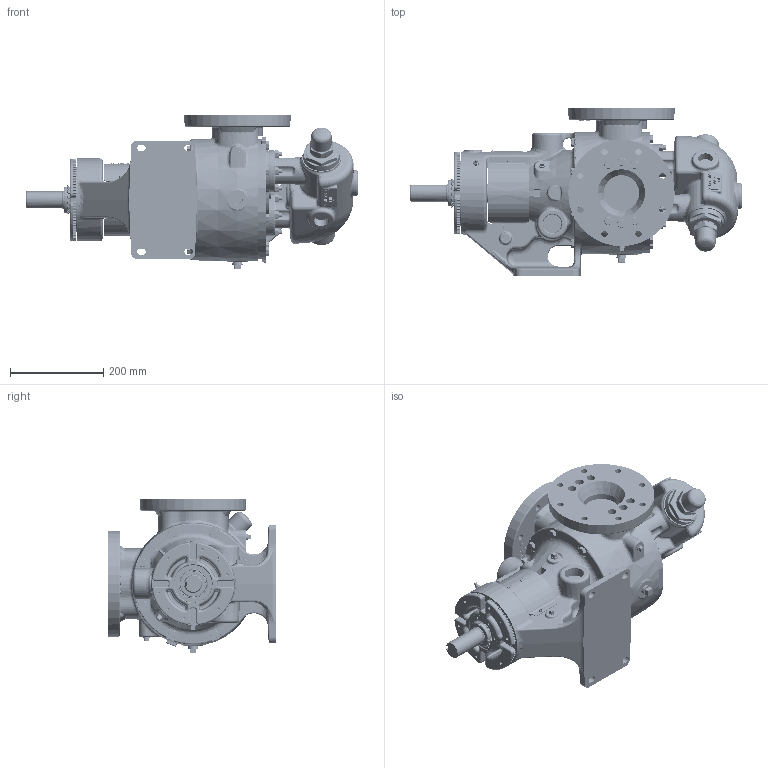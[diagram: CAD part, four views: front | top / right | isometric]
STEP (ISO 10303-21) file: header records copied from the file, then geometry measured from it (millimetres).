
FILE_DESCRIPTION (( 'STEP AP214' ), '1' );
FILE_NAME ('LV-4538.step', '2025-12-05T06:32:40', ( '' ), ( '' ), 'SwSTEP 2.0', 'SolidWorks 2024', '' );
FILE_SCHEMA (( 'AUTOMOTIVE_DESIGN' ));
Products named in the file (1): LV-4538
Bounding box: 712.71 x 360.36 x 331.53 mm (x, y, z)
Volume: 20511840 mm3; surface area: 1113877.7 mm2
Topology: 1 solids, 1 shells, 6164 faces, 15485 edges, 9554 vertices
Faces by surface type: bspline 1975, plane 1870, cylinder 1133, cone 850, torus 226, sphere 110
Entity records: 289715 total; most frequent: CARTESIAN_POINT 158919, ORIENTED_EDGE 30748, DIRECTION 22014, EDGE_CURVE 15374, VERTEX_POINT 9551, AXIS2_PLACEMENT_3D 8308, EDGE_LOOP 6559, ADVANCED_FACE 6164
